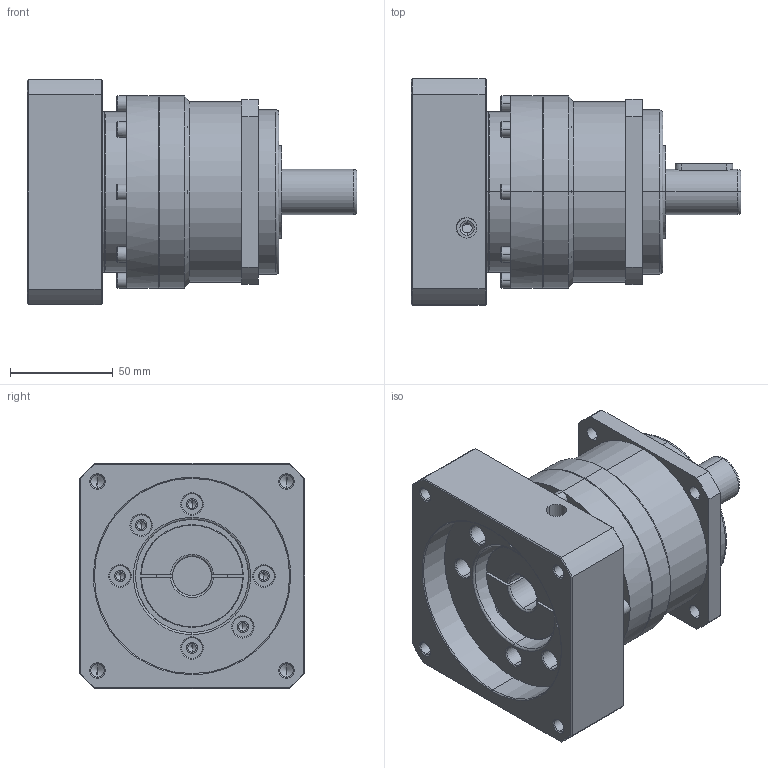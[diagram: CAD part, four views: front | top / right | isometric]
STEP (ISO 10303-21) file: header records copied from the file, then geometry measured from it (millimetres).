
FILE_DESCRIPTION (( 'STEP AP214' ), '1' );
FILE_NAME ('PB090-L1-19-95-130M8.STEP', '2022-02-12T08:20:20', ( 'admin' ), ( '' ), 'SwSTEP 2.0', 'SolidWorks 2013', '' );
FILE_SCHEMA (( 'AUTOMOTIVE_DESIGN' ));
Length unit declared in the file: millimetre
Products named in the file (4): PB090-95-130M8; PB090_X2_58F34F537AEF_X0_-19; PB090_X2_8F9351FA7AEF_X0_; PB090-L1-19-95-130M8
Assembly tree (3 placements, depth 2):
  PB090-L1-19-95-130M8
    PB090_X2_8F9351FA7AEF_X0_
    PB090_X2_58F34F537AEF_X0_-19
    PB090-95-130M8
Bounding box: 160.5 x 110 x 110 mm (x, y, z)
Volume: 820383.7 mm3; surface area: 121950 mm2
Topology: 4 solids, 4 shells, 425 faces, 1027 edges, 613 vertices
Faces by surface type: cylinder 165, plane 125, cone 108, bspline 27
Entity records: 17822 total; most frequent: CARTESIAN_POINT 3289, DIRECTION 2112, ORIENTED_EDGE 1922, EDGE_CURVE 961, AXIS2_PLACEMENT_3D 818, VERTEX_POINT 607, EDGE_LOOP 522, LINE 476
